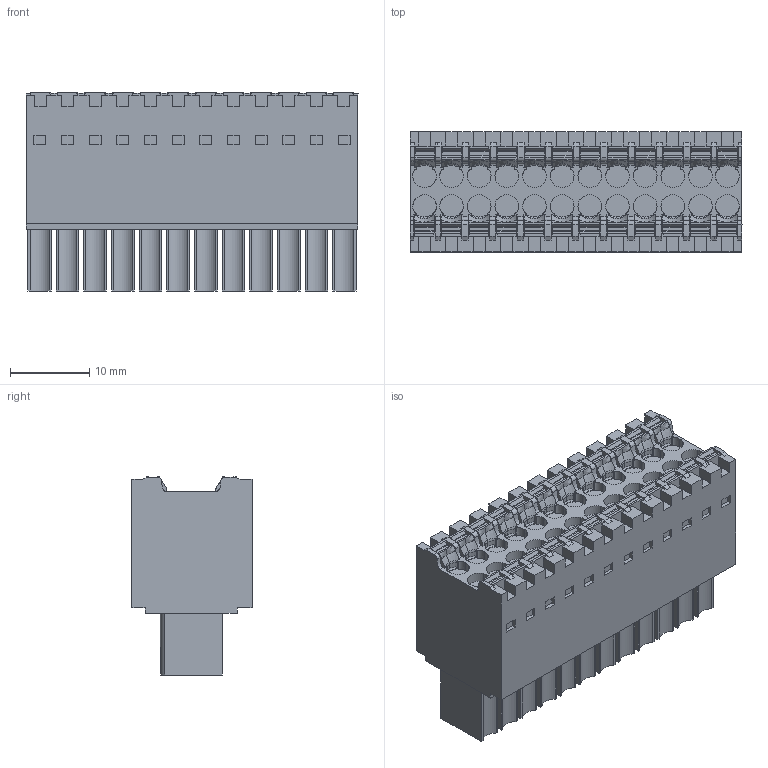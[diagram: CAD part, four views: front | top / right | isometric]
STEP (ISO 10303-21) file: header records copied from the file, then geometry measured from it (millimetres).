
FILE_DESCRIPTION(('CATIA V5 STEP','CAx-IF Rec.Pracs.--- Model Styling and Organization---1.4--- 2014-01-23'),'2;1');
FILE_NAME ('D1450429_1', '2023-08-22T06:44:54+00:00', ('none'), ('Weidmueller'), 'CATIA Version 5-6 Release 2016 SP3 HF44', 'CATIA V5 STEP AP214', 'none');
FILE_SCHEMA(('AUTOMOTIVE_DESIGN { 1 0 10303 214 1 1 1 1 }'));
Products named in the file (1): 1277380000
Bounding box: 42 x 15.2 x 25.05 mm (x, y, z)
Volume: 11686.4 mm3; surface area: 7399.7 mm2
Topology: 25 solids, 25 shells, 1594 faces, 4639 edges, 3155 vertices
Faces by surface type: plane 1038, cylinder 194, torus 143, extrusion 123, cone 48, bspline 48
Entity records: 54747 total; most frequent: CARTESIAN_POINT 17098, ORIENTED_EDGE 9278, DIRECTION 5350, EDGE_CURVE 4639, VECTOR 3410, LINE 3287, VERTEX_POINT 3155, EDGE_LOOP 1654
